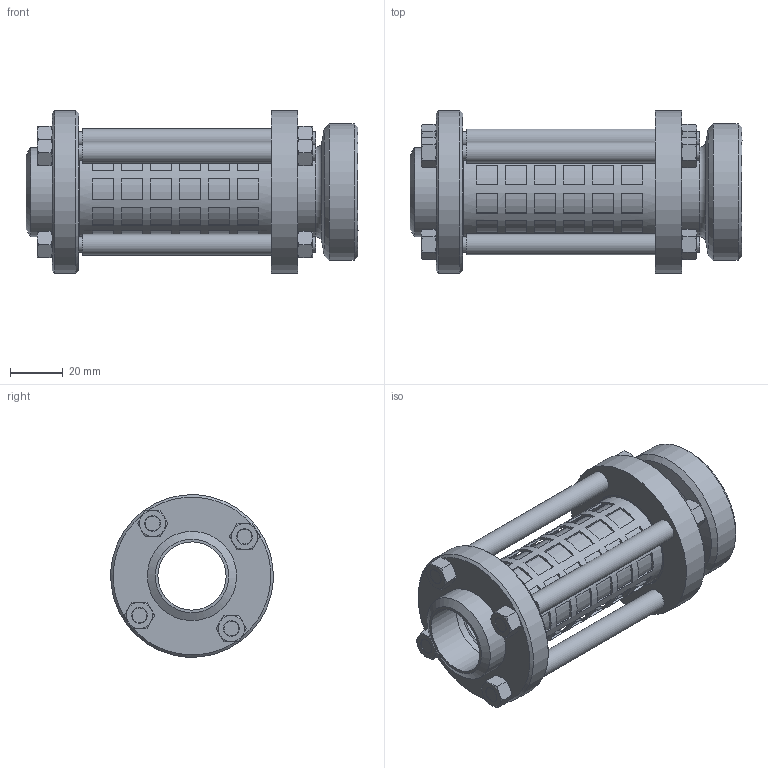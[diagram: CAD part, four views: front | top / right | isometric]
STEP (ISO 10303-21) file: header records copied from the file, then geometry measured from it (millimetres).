
FILE_DESCRIPTION(/* description */ (''),/* implementation_level */ '2;1');
FILE_NAME(/* name */ '51030025000.stp',/* time_stamp */ '2016-03-15T10:14:16+01:00',/* author */ ('Struska'),/* organization */ ('BUPOSPOL'),/* preprocessor_version */ 'ST-DEVELOPER v15.6',/* originating_system */ 'Autodesk Inventor 2015',/* authorisation */ '');
FILE_SCHEMA (('CONFIG_CONTROL_DESIGN'));
Length unit declared in the file: millimetre
Products named in the file (1): 51030025000
Bounding box: 126.4 x 61.91 x 61.91 mm (x, y, z)
Volume: 113293.9 mm3; surface area: 62628.9 mm2
Topology: 2 solids, 8 shells, 494 faces, 1247 edges, 798 vertices
Faces by surface type: plane 337, cone 111, cylinder 44, torus 2
Full cylindrical faces by diameter (mm): 6 x12, 6.2 x8, 8 x4, 26 x3, 27 x2, 30 x1, 32 x3, 34 x2, 34.4 x1, 36 x1, 37 x2, 37.5 x2, 52 x1, 62 x2
Entity records: 14998 total; most frequent: CARTESIAN_POINT 2829, DIRECTION 2416, ORIENTED_EDGE 2338, EDGE_CURVE 1169, AXIS2_PLACEMENT_3D 944, VERTEX_POINT 781, EDGE_LOOP 728, LINE 528
